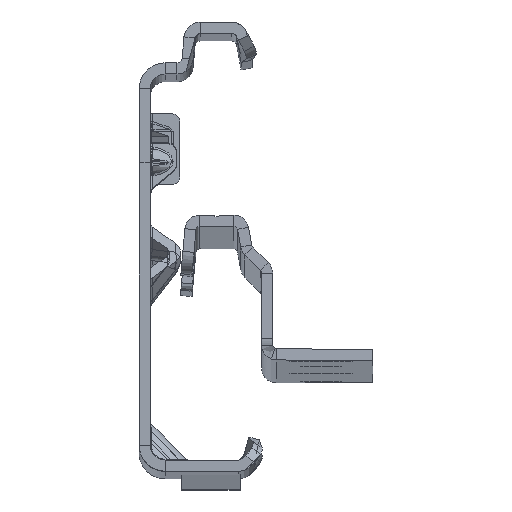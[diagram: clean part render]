
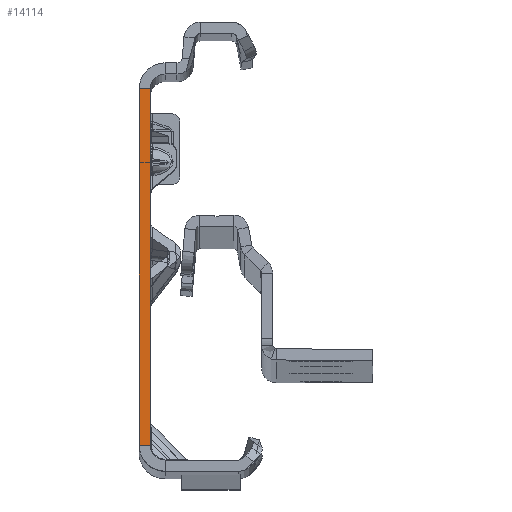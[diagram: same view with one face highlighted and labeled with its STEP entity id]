
A CAD part, top view. The second image highlights one B-rep face of the part: STEP entity #14114.
In plain terms, the highlighted planar face has unit normal (0, 0, 1).
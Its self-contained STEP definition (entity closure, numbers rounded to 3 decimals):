
#509 = CARTESIAN_POINT ( 'NONE',  ( 0., -25.865, 0. ) ) ;
#536 = AXIS2_PLACEMENT_3D ( 'NONE', #40287, #36160, #2918 ) ;
#2166 = VERTEX_POINT ( 'NONE', #32580 ) ;
#2918 = DIRECTION ( 'NONE',  ( 1., 0., 0. ) ) ;
#4031 = DIRECTION ( 'NONE',  ( 0., -1., 0. ) ) ;
#5696 = CARTESIAN_POINT ( 'NONE',  ( 0., -25.865, 0. ) ) ;
#7514 = EDGE_CURVE ( 'NONE', #34299, #32304, #22382, .T. ) ;
#9655 = CARTESIAN_POINT ( 'NONE',  ( 0., 22.135, 0. ) ) ;
#13033 = EDGE_CURVE ( 'NONE', #32304, #2166, #44583, .T. ) ;
#13270 = EDGE_CURVE ( 'NONE', #34299, #46171, #14927, .T. ) ;
#14114 = ADVANCED_FACE ( 'NONE', ( #14619 ), #25002, .T. ) ;
#14619 = FACE_OUTER_BOUND ( 'NONE', #45209, .T. ) ;
#14927 = LINE ( 'NONE', #25080, #46241 ) ;
#14952 = VECTOR ( 'NONE', #40343, 1000. ) ;
#20469 = DIRECTION ( 'NONE',  ( -1., 0., 0. ) ) ;
#22163 = DIRECTION ( 'NONE',  ( 0., -1., 0. ) ) ;
#22382 = LINE ( 'NONE', #39869, #14952 ) ;
#22455 = CARTESIAN_POINT ( 'NONE',  ( -1.5, -27.865, 0. ) ) ;
#25002 = PLANE ( 'NONE',  #536 ) ;
#25080 = CARTESIAN_POINT ( 'NONE',  ( 0., -27.865, 0. ) ) ;
#32304 = VERTEX_POINT ( 'NONE', #39128 ) ;
#32366 = EDGE_CURVE ( 'NONE', #46171, #2166, #38892, .T. ) ;
#32580 = CARTESIAN_POINT ( 'NONE',  ( -1.5, -25.865, 0. ) ) ;
#34299 = VERTEX_POINT ( 'NONE', #9655 ) ;
#35772 = ORIENTED_EDGE ( 'NONE', *, *, #13270, .F. ) ;
#36160 = DIRECTION ( 'NONE',  ( 0., 0., 1. ) ) ;
#38506 = VECTOR ( 'NONE', #4031, 1000. ) ;
#38892 = LINE ( 'NONE', #5696, #47431 ) ;
#39128 = CARTESIAN_POINT ( 'NONE',  ( -1.5, 22.135, 0. ) ) ;
#39869 = CARTESIAN_POINT ( 'NONE',  ( 0., 22.135, 0. ) ) ;
#40287 = CARTESIAN_POINT ( 'NONE',  ( -1.5, -27.865, 0. ) ) ;
#40343 = DIRECTION ( 'NONE',  ( -1., 0., 0. ) ) ;
#40868 = ORIENTED_EDGE ( 'NONE', *, *, #7514, .T. ) ;
#43127 = ORIENTED_EDGE ( 'NONE', *, *, #13033, .T. ) ;
#44583 = LINE ( 'NONE', #22455, #38506 ) ;
#45209 = EDGE_LOOP ( 'NONE', ( #35772, #40868, #43127, #47578 ) ) ;
#46171 = VERTEX_POINT ( 'NONE', #509 ) ;
#46241 = VECTOR ( 'NONE', #22163, 1000. ) ;
#47431 = VECTOR ( 'NONE', #20469, 1000. ) ;
#47578 = ORIENTED_EDGE ( 'NONE', *, *, #32366, .F. ) ;
